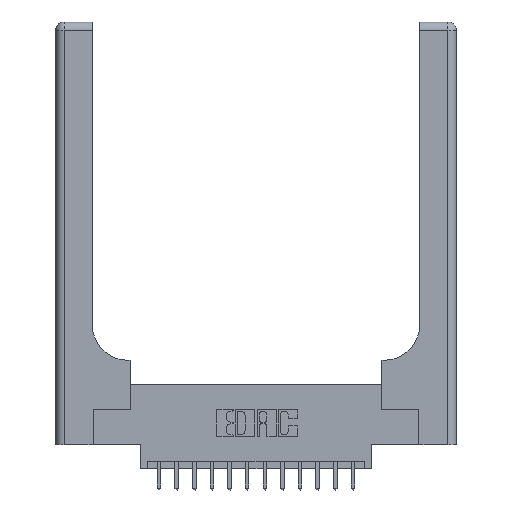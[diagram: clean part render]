
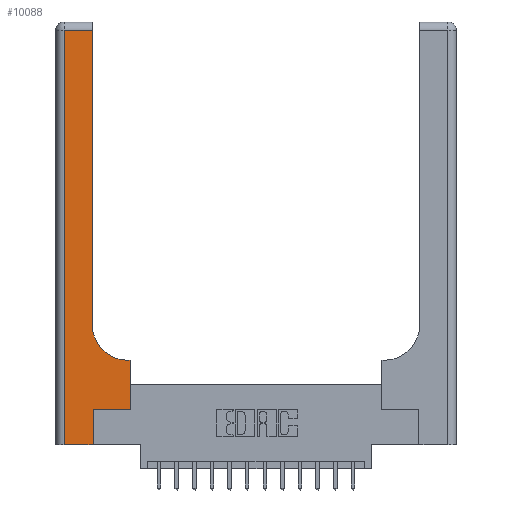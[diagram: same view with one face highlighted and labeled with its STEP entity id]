
A CAD part, top view. The second image highlights one B-rep face of the part: STEP entity #10088.
In plain terms, the highlighted planar face has unit normal (0, 0, 1).
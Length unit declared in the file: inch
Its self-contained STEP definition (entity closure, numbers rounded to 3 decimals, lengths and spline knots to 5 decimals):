
#364 = CARTESIAN_POINT ( 'NONE',  ( 0.51, 0.6, 0.37 ) ) ;
#425 = ORIENTED_EDGE ( 'NONE', *, *, #13709, .T. ) ;
#684 = DIRECTION ( 'NONE',  ( 0., 1., 0. ) ) ;
#961 = EDGE_CURVE ( 'NONE', #9788, #6822, #6947, .T. ) ;
#1189 = VECTOR ( 'NONE', #12330, 39.37008 ) ;
#1254 = AXIS2_PLACEMENT_3D ( 'NONE', #2628, #1277, #7718 ) ;
#1277 = DIRECTION ( 'NONE',  ( 0., 0., -1. ) ) ;
#1481 = EDGE_CURVE ( 'NONE', #17093, #9788, #2813, .T. ) ;
#1786 = EDGE_LOOP ( 'NONE', ( #13266, #16489, #8808, #3732, #5967, #4072, #425, #12839, #3720 ) ) ;
#1914 = LINE ( 'NONE', #15369, #8747 ) ;
#2109 = DIRECTION ( 'NONE',  ( 0., 0., -1. ) ) ;
#2628 = CARTESIAN_POINT ( 'NONE',  ( 0.51, 0.85, 0.37 ) ) ;
#2784 = CARTESIAN_POINT ( 'NONE',  ( 0.06, 2.94, 0.37 ) ) ;
#2813 = LINE ( 'NONE', #15015, #1189 ) ;
#3016 = VECTOR ( 'NONE', #5631, 39.37008 ) ;
#3060 = EDGE_CURVE ( 'NONE', #6822, #3637, #4525, .T. ) ;
#3169 = VERTEX_POINT ( 'NONE', #16393 ) ;
#3223 = CARTESIAN_POINT ( 'NONE',  ( 0.26, 2.94, 0.37 ) ) ;
#3305 = AXIS2_PLACEMENT_3D ( 'NONE', #8877, #2109, #6288 ) ;
#3637 = VERTEX_POINT ( 'NONE', #4587 ) ;
#3720 = ORIENTED_EDGE ( 'NONE', *, *, #16096, .T. ) ;
#3732 = ORIENTED_EDGE ( 'NONE', *, *, #961, .T. ) ;
#4072 = ORIENTED_EDGE ( 'NONE', *, *, #11146, .T. ) ;
#4340 = CARTESIAN_POINT ( 'NONE',  ( 0.265, 0., 0.37 ) ) ;
#4525 = LINE ( 'NONE', #4340, #4898 ) ;
#4587 = CARTESIAN_POINT ( 'NONE',  ( 0.265, 0.25, 0.37 ) ) ;
#4673 = EDGE_CURVE ( 'NONE', #15195, #12910, #8148, .T. ) ;
#4873 = VERTEX_POINT ( 'NONE', #3223 ) ;
#4898 = VECTOR ( 'NONE', #9861, 39.37008 ) ;
#5631 = DIRECTION ( 'NONE',  ( 1., 0., 0. ) ) ;
#5656 = CARTESIAN_POINT ( 'NONE',  ( 0., 2.94, 0.37 ) ) ;
#5967 = ORIENTED_EDGE ( 'NONE', *, *, #3060, .T. ) ;
#6180 = VECTOR ( 'NONE', #6887, 39.37008 ) ;
#6288 = DIRECTION ( 'NONE',  ( -1., 0., 0. ) ) ;
#6822 = VERTEX_POINT ( 'NONE', #12532 ) ;
#6887 = DIRECTION ( 'NONE',  ( -1., 0., 0. ) ) ;
#6947 = LINE ( 'NONE', #12372, #3016 ) ;
#6977 = DIRECTION ( 'NONE',  ( -1., 0., 0. ) ) ;
#7364 = DIRECTION ( 'NONE',  ( 1., 0., 0. ) ) ;
#7718 = DIRECTION ( 'NONE',  ( 1., 0., 0. ) ) ;
#8148 = LINE ( 'NONE', #17647, #13437 ) ;
#8724 = DIRECTION ( 'NONE',  ( 0., 1., 0. ) ) ;
#8747 = VECTOR ( 'NONE', #7364, 39.37008 ) ;
#8792 = VECTOR ( 'NONE', #684, 39.37008 ) ;
#8808 = ORIENTED_EDGE ( 'NONE', *, *, #1481, .T. ) ;
#8827 = CARTESIAN_POINT ( 'NONE',  ( 0.26, 0.85, 0.37 ) ) ;
#8877 = CARTESIAN_POINT ( 'NONE',  ( 0., 3., 0.37 ) ) ;
#9788 = VERTEX_POINT ( 'NONE', #12167 ) ;
#9861 = DIRECTION ( 'NONE',  ( 0., 1., 0. ) ) ;
#9950 = CARTESIAN_POINT ( 'NONE',  ( 0.26, 3., 0.37 ) ) ;
#10088 = ADVANCED_FACE ( 'NONE', ( #10114 ), #15569, .F. ) ;
#10114 = FACE_OUTER_BOUND ( 'NONE', #1786, .T. ) ;
#11146 = EDGE_CURVE ( 'NONE', #3637, #3169, #1914, .T. ) ;
#11343 = EDGE_CURVE ( 'NONE', #4873, #17093, #17590, .T. ) ;
#12167 = CARTESIAN_POINT ( 'NONE',  ( 0.06, 0., 0.37 ) ) ;
#12330 = DIRECTION ( 'NONE',  ( 0., -1., 0. ) ) ;
#12372 = CARTESIAN_POINT ( 'NONE',  ( 0., 0., 0.37 ) ) ;
#12532 = CARTESIAN_POINT ( 'NONE',  ( 0.265, 0., 0.37 ) ) ;
#12839 = ORIENTED_EDGE ( 'NONE', *, *, #4673, .T. ) ;
#12910 = VERTEX_POINT ( 'NONE', #364 ) ;
#12975 = LINE ( 'NONE', #9950, #15940 ) ;
#13194 = VERTEX_POINT ( 'NONE', #8827 ) ;
#13266 = ORIENTED_EDGE ( 'NONE', *, *, #14921, .T. ) ;
#13437 = VECTOR ( 'NONE', #6977, 39.37008 ) ;
#13709 = EDGE_CURVE ( 'NONE', #3169, #15195, #14408, .T. ) ;
#14408 = LINE ( 'NONE', #17023, #8792 ) ;
#14921 = EDGE_CURVE ( 'NONE', #13194, #4873, #12975, .T. ) ;
#15015 = CARTESIAN_POINT ( 'NONE',  ( 0.06, 3., 0.37 ) ) ;
#15195 = VERTEX_POINT ( 'NONE', #17281 ) ;
#15369 = CARTESIAN_POINT ( 'NONE',  ( 0.265, 0.25, 0.37 ) ) ;
#15569 = PLANE ( 'NONE',  #3305 ) ;
#15940 = VECTOR ( 'NONE', #8724, 39.37008 ) ;
#16096 = EDGE_CURVE ( 'NONE', #12910, #13194, #16650, .T. ) ;
#16393 = CARTESIAN_POINT ( 'NONE',  ( 0.528, 0.25, 0.37 ) ) ;
#16489 = ORIENTED_EDGE ( 'NONE', *, *, #11343, .T. ) ;
#16650 = CIRCLE ( 'NONE', #1254, 0.25 ) ;
#17023 = CARTESIAN_POINT ( 'NONE',  ( 0.528, 0.25, 0.37 ) ) ;
#17093 = VERTEX_POINT ( 'NONE', #2784 ) ;
#17281 = CARTESIAN_POINT ( 'NONE',  ( 0.528, 0.6, 0.37 ) ) ;
#17590 = LINE ( 'NONE', #5656, #6180 ) ;
#17647 = CARTESIAN_POINT ( 'NONE',  ( 0.26, 0.6, 0.37 ) ) ;
